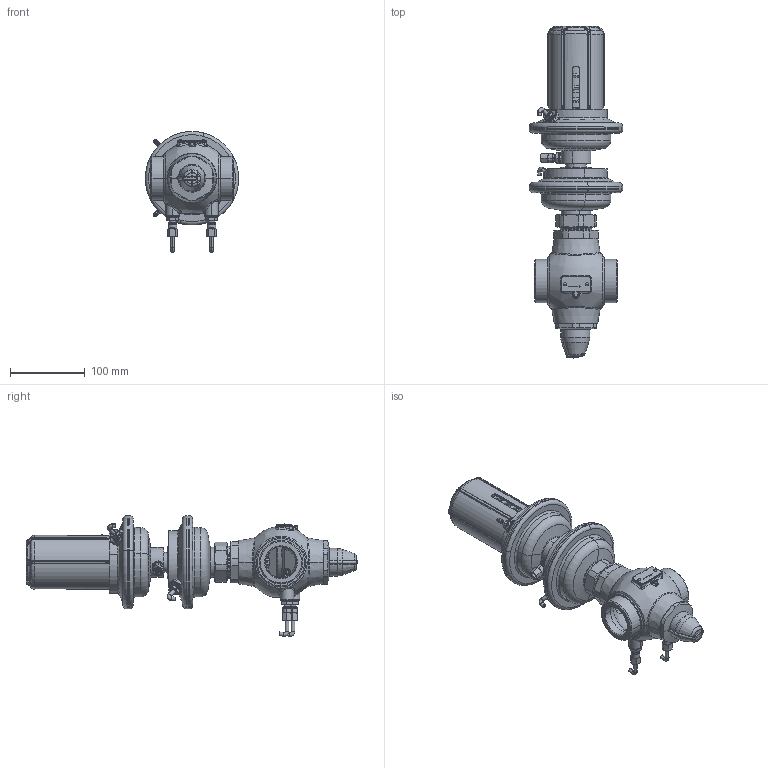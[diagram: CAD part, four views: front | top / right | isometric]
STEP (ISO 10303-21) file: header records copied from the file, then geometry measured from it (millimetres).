
FILE_DESCRIPTION((''),'2;1');
FILE_NAME('003H6553','2015-03-10T',('u317927'),('Danfoss'),'PRO/ENGINEER BY PARAMETRIC TECHNOLOGY CORPORATION, 2014000','PRO/ENGINEER BY PARAMETRIC TECHNOLOGY CORPORATION, 2014000','');
FILE_SCHEMA(('CONFIG_CONTROL_DESIGN'));
Products named in the file (1): 003H6553
Bounding box: 124.71 x 443.57 x 161.45 mm (x, y, z)
Volume: 979851.8 mm3; surface area: 386221.4 mm2
Topology: 3 solids, 3 shells, 2051 faces, 4772 edges, 2841 vertices
Faces by surface type: cylinder 522, plane 505, cone 383, torus 320, bspline 299, sphere 22
Entity records: 93685 total; most frequent: CARTESIAN_POINT 48824, ORIENTED_EDGE 9524, DIRECTION 9311, EDGE_CURVE 4762, AXIS2_PLACEMENT_3D 3963, VERTEX_POINT 2841, EDGE_LOOP 2225, CIRCLE 2211
